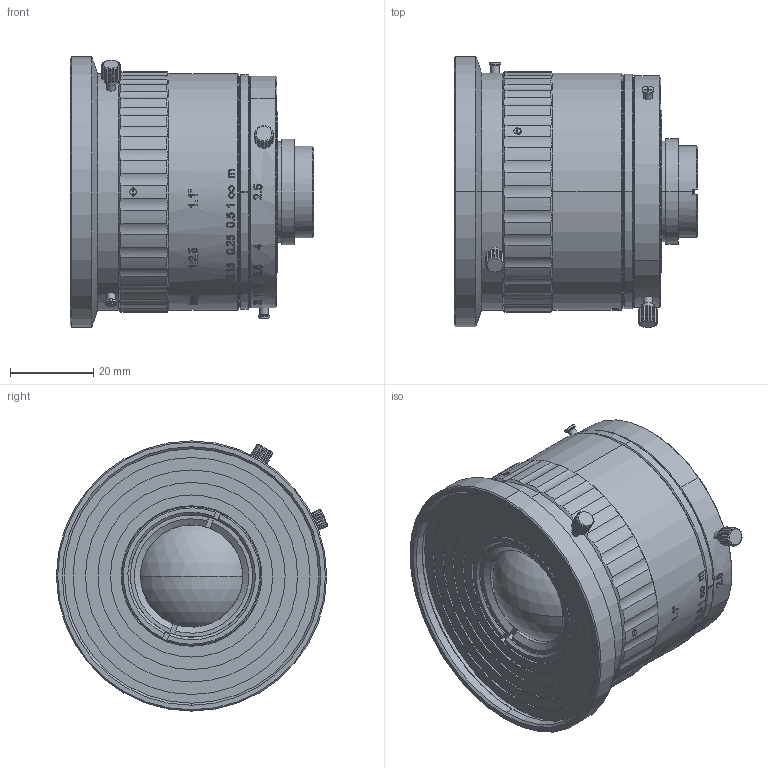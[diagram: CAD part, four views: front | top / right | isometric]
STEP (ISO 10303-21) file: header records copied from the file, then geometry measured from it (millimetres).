
FILE_DESCRIPTION (( 'STEP AP203' ), '1' );
FILE_NAME ('VA-LCM-12MP-06MM-F2.5-110.STEP', '2021-03-26T03:00:06', ( '微软用户' ), ( '微软中国' ), 'SwSTEP 2.0', 'SolidWorks 2014', '' );
FILE_SCHEMA (( 'CONFIG_CONTROL_DESIGN' ));
Length unit declared in the file: millimetre
Products named in the file (1): VA-LCM-12MP-06MM-F2.5-110
Bounding box: 58.56 x 65.22 x 65 mm (x, y, z)
Surface area: 21580.2 mm2 (no closed solid volume)
Topology: 0 solids, 40 shells, 640 faces, 2411 edges, 1761 vertices
Faces by surface type: plane 275, cylinder 186, cone 100, bspline 77, sphere 2
Entity records: 40984 total; most frequent: CARTESIAN_POINT 22702, ORIENTED_EDGE 3754, DIRECTION 3096, EDGE_CURVE 2411, VERTEX_POINT 1761, AXIS2_PLACEMENT_3D 1111, B_SPLINE_CURVE_WITH_KNOTS 990, VECTOR 874
